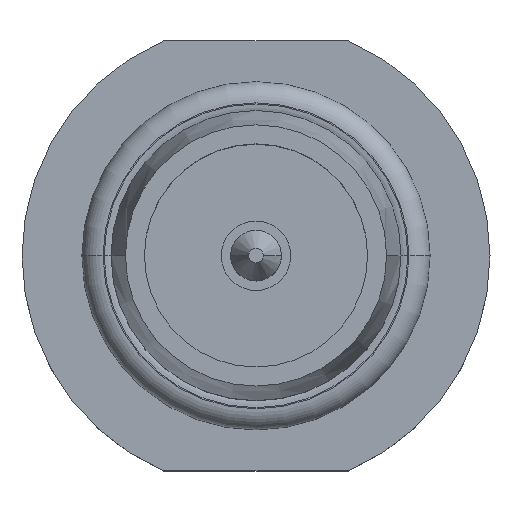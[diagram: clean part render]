
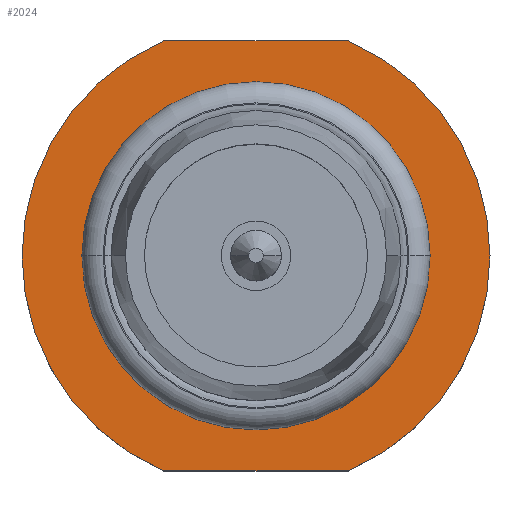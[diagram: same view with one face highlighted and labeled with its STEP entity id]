
A CAD part, top view. The second image highlights one B-rep face of the part: STEP entity #2024.
In plain terms, the highlighted planar face has unit normal (0, 0, 1).
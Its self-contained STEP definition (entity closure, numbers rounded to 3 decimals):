
#1356 = EDGE_CURVE ( 'NONE', #1382, #1383, #4792, .T. ) ;
#1368 = VERTEX_POINT ( 'NONE', #4825 ) ;
#1370 = EDGE_CURVE ( 'NONE', #1371, #1368, #4824, .T. ) ;
#1371 = VERTEX_POINT ( 'NONE', #4819 ) ;
#1382 = VERTEX_POINT ( 'NONE', #4862 ) ;
#1383 = VERTEX_POINT ( 'NONE', #4861 ) ;
#2002 = ORIENTED_EDGE ( 'NONE', *, *, #1370, .T. ) ;
#2003 = ORIENTED_EDGE ( 'NONE', *, *, #2004, .T. ) ;
#2004 = EDGE_CURVE ( 'NONE', #1368, #2005, #5991, .T. ) ;
#2005 = VERTEX_POINT ( 'NONE', #5986 ) ;
#2006 = ORIENTED_EDGE ( 'NONE', *, *, #2007, .F. ) ;
#2007 = EDGE_CURVE ( 'NONE', #2008, #2005, #5985, .T. ) ;
#2008 = VERTEX_POINT ( 'NONE', #6044 ) ;
#2009 = ORIENTED_EDGE ( 'NONE', *, *, #2010, .T. ) ;
#2010 = EDGE_CURVE ( 'NONE', #2008, #2028, #6043, .T. ) ;
#2011 = EDGE_LOOP ( 'NONE', ( #2012, #2013 ) ) ;
#2012 = ORIENTED_EDGE ( 'NONE', *, *, #2023, .F. ) ;
#2013 = ORIENTED_EDGE ( 'NONE', *, *, #1356, .F. ) ;
#2023 = EDGE_CURVE ( 'NONE', #1383, #1382, #6026, .T. ) ;
#2024 = ADVANCED_FACE ( 'NONE', ( #6021, #6020 ), #6019, .T. ) ;
#2025 = EDGE_LOOP ( 'NONE', ( #2026, #2002, #2003, #2006, #2009 ) ) ;
#2026 = ORIENTED_EDGE ( 'NONE', *, *, #2027, .F. ) ;
#2027 = EDGE_CURVE ( 'NONE', #1371, #2028, #6014, .T. ) ;
#2028 = VERTEX_POINT ( 'NONE', #6074 ) ;
#4784 = DIRECTION ( 'NONE',  ( 1., 0., 0. ) ) ;
#4785 = DIRECTION ( 'NONE',  ( 0., 0., 1. ) ) ;
#4786 = CARTESIAN_POINT ( 'NONE',  ( 0., 0., 0. ) ) ;
#4787 = AXIS2_PLACEMENT_3D ( 'NONE', #4786, #4785, #4784 ) ;
#4792 = CIRCLE ( 'NONE', #4787, 2.59 ) ;
#4819 = CARTESIAN_POINT ( 'NONE',  ( 1.699, -3.95, 0. ) ) ;
#4820 = DIRECTION ( 'NONE',  ( 1., 0., 0. ) ) ;
#4821 = DIRECTION ( 'NONE',  ( 0., 0., 1. ) ) ;
#4822 = CARTESIAN_POINT ( 'NONE',  ( 0., 0., 0. ) ) ;
#4823 = AXIS2_PLACEMENT_3D ( 'NONE', #4822, #4821, #4820 ) ;
#4824 = CIRCLE ( 'NONE', #4823, 4.3 ) ;
#4825 = CARTESIAN_POINT ( 'NONE',  ( 4.3, 0., 0. ) ) ;
#4861 = CARTESIAN_POINT ( 'NONE',  ( -2.59, 0., 0. ) ) ;
#4862 = CARTESIAN_POINT ( 'NONE',  ( 2.59, 0., 0. ) ) ;
#5982 = DIRECTION ( 'NONE',  ( 1., 0., 0. ) ) ;
#5983 = VECTOR ( 'NONE', #5982, 1000. ) ;
#5984 = CARTESIAN_POINT ( 'NONE',  ( -4., 3.95, 0. ) ) ;
#5985 = LINE ( 'NONE', #5984, #5983 ) ;
#5986 = CARTESIAN_POINT ( 'NONE',  ( 1.699, 3.95, 0. ) ) ;
#5987 = DIRECTION ( 'NONE',  ( 1., 0., 0. ) ) ;
#5988 = DIRECTION ( 'NONE',  ( 0., 0., 1. ) ) ;
#5989 = CARTESIAN_POINT ( 'NONE',  ( 0., 0., 0. ) ) ;
#5990 = AXIS2_PLACEMENT_3D ( 'NONE', #5989, #5988, #5987 ) ;
#5991 = CIRCLE ( 'NONE', #5990, 4.3 ) ;
#6014 = LINE ( 'NONE', #6077, #6076 ) ;
#6015 = DIRECTION ( 'NONE',  ( 1., 0., 0. ) ) ;
#6016 = DIRECTION ( 'NONE',  ( 0., 0., 1. ) ) ;
#6017 = AXIS2_PLACEMENT_3D ( 'NONE', #6018, #6016, #6015 ) ;
#6018 = CARTESIAN_POINT ( 'NONE',  ( 0., 4.3, 0. ) ) ;
#6019 = PLANE ( 'NONE',  #6017 ) ;
#6020 = FACE_BOUND ( 'NONE', #2011, .T. ) ;
#6021 = FACE_OUTER_BOUND ( 'NONE', #2025, .T. ) ;
#6022 = DIRECTION ( 'NONE',  ( 1., 0., 0. ) ) ;
#6023 = DIRECTION ( 'NONE',  ( 0., 0., 1. ) ) ;
#6024 = CARTESIAN_POINT ( 'NONE',  ( 0., 0., 0. ) ) ;
#6025 = AXIS2_PLACEMENT_3D ( 'NONE', #6024, #6023, #6022 ) ;
#6026 = CIRCLE ( 'NONE', #6025, 2.59 ) ;
#6039 = DIRECTION ( 'NONE',  ( 1., 0., 0. ) ) ;
#6040 = DIRECTION ( 'NONE',  ( 0., 0., 1. ) ) ;
#6041 = CARTESIAN_POINT ( 'NONE',  ( 0., 0., 0. ) ) ;
#6042 = AXIS2_PLACEMENT_3D ( 'NONE', #6041, #6040, #6039 ) ;
#6043 = CIRCLE ( 'NONE', #6042, 4.3 ) ;
#6044 = CARTESIAN_POINT ( 'NONE',  ( -1.699, 3.95, 0. ) ) ;
#6074 = CARTESIAN_POINT ( 'NONE',  ( -1.699, -3.95, 0. ) ) ;
#6075 = DIRECTION ( 'NONE',  ( -1., 0., 0. ) ) ;
#6076 = VECTOR ( 'NONE', #6075, 1000. ) ;
#6077 = CARTESIAN_POINT ( 'NONE',  ( -4., -3.95, 0. ) ) ;
